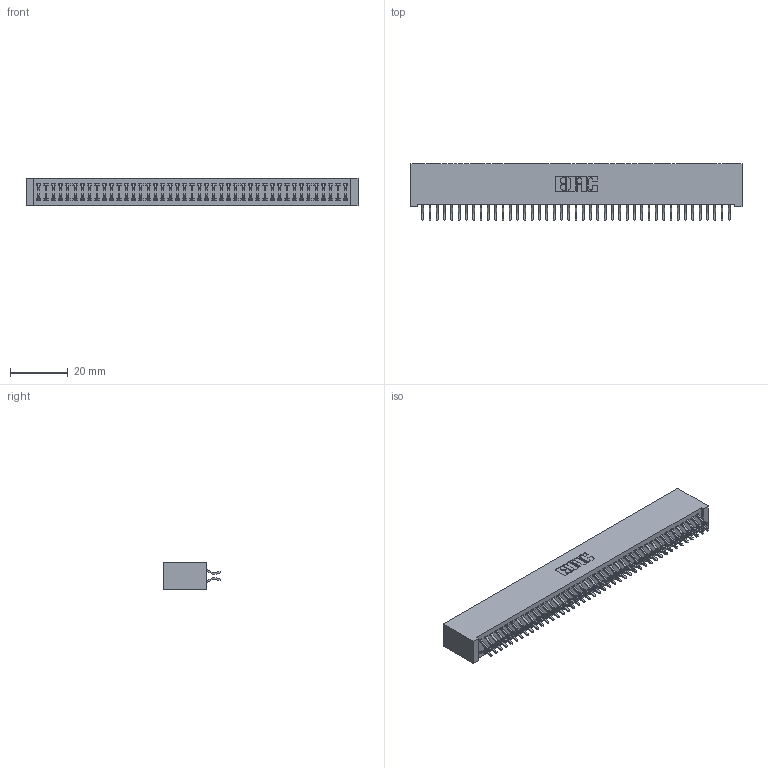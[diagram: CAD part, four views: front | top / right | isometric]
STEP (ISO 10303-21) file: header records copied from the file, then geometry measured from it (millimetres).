
FILE_DESCRIPTION (( 'STEP AP203' ), '1' );
FILE_NAME ('342-086-556-201.STEP', '2019-10-04T13:19:45', ( '' ), ( '' ), 'SwSTEP 2.0', 'SolidWorks 2016', '' );
FILE_SCHEMA (( 'CONFIG_CONTROL_DESIGN' ));
Length unit declared in the file: inch
Products named in the file (3): 345-292-001_556 Tail; 342-086-556-201; 342 Part_Lugless
Assembly tree (87 placements, depth 2):
  342-086-556-201
    342 Part_Lugless
    345-292-001_556 Tail  x86
Bounding box: 115.47 x 19.58 x 9.4 mm (x, y, z)
Volume: 10816.9 mm3; surface area: 17994.6 mm2
Topology: 87 solids, 87 shells, 5090 faces, 15153 edges, 9986 vertices
Faces by surface type: plane 3502, cylinder 1588
Entity records: 27345 total; most frequent: CARTESIAN_POINT 4542, ORIENTED_EDGE 4466, DIRECTION 3861, EDGE_CURVE 2233, VECTOR 2105, LINE 2105, VERTEX_POINT 1486, AXIS2_PLACEMENT_3D 878
